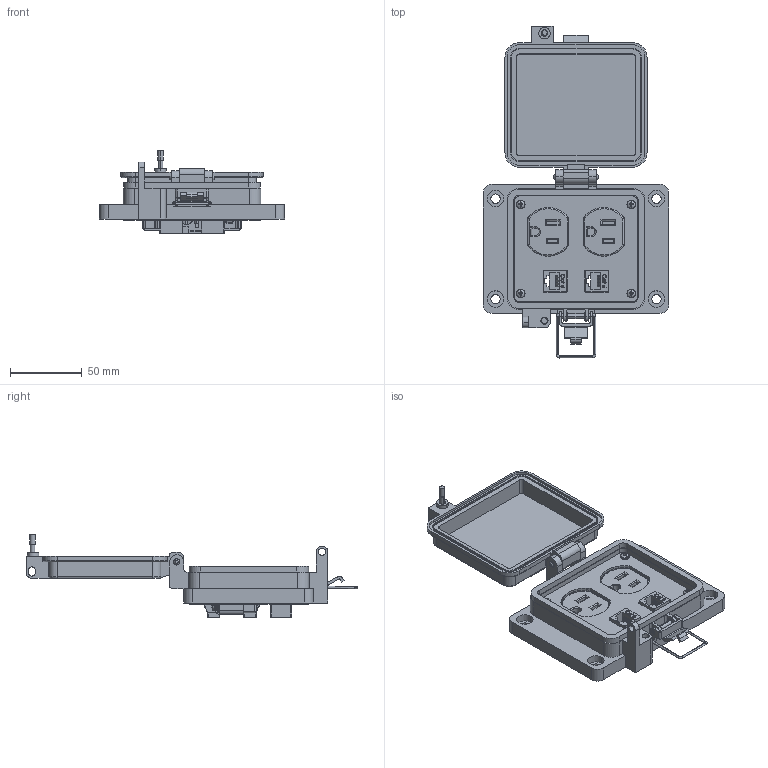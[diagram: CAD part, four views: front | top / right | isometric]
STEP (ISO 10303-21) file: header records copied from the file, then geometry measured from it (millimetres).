
FILE_DESCRIPTION (( 'STEP AP203' ), '1' );
FILE_NAME ('P-R62#2-K3RD0_3D.STEP', '2021-01-20T16:57:42', ( '' ), ( '' ), 'SwSTEP 2.0', 'SolidWorks 2019', '' );
FILE_SCHEMA (( 'CONFIG_CONTROL_DESIGN' ));
Length unit declared in the file: millimetre
Products named in the file (14): Z-000-4243316TFP; R62; P-R62#2-K3RD0_TP060_1; -K3; RD_sheared; P-R62#2-K3RD0_BP180_1; 92005A124_METRIC PAN HEAD PHILLIPS MACHINE SCREW_92005A124; P-R62#2-K3RD0_FP060_1; Z-H-K3_B; P-R62#2-K3RD0_3D; 4-40 half inch flathead _90273A110; Z-300-RJ45CAT6; Z-200-OTLT-RD_Sheared
Assembly tree (21 placements, depth 3):
  P-R62#2-K3RD0_3D
    P-R62#2-K3RD0_BP180_1
    P-R62#2-K3RD0_TP060_1
    Z-000-4243316TFP  x5
    RD_sheared
      Z-200-OTLT-RD_Sheared
    4-40 half inch flathead _90273A110
    P-R62#2-K3RD0_FP060_1
    R62
      Z-300-RJ45CAT6
    R62
      Z-300-RJ45CAT6
    -K3
      Z-H-K3_B
    92005A124_METRIC PAN HEAD PHILLIPS MACHINE SCREW_92005A124  x4
Bounding box: 129 x 231.18 x 58.02 mm (x, y, z)
Volume: 192876.2 mm3; surface area: 131278.4 mm2
Topology: 35 solids, 35 shells, 3077 faces, 8509 edges, 5550 vertices
Faces by surface type: plane 1302, cylinder 1213, bspline 321, cone 114, torus 67, sphere 60
Entity records: 73471 total; most frequent: CARTESIAN_POINT 22794, ORIENTED_EDGE 10934, DIRECTION 9303, EDGE_CURVE 5467, VERTEX_POINT 3553, VECTOR 3275, LINE 3275, AXIS2_PLACEMENT_3D 3014
